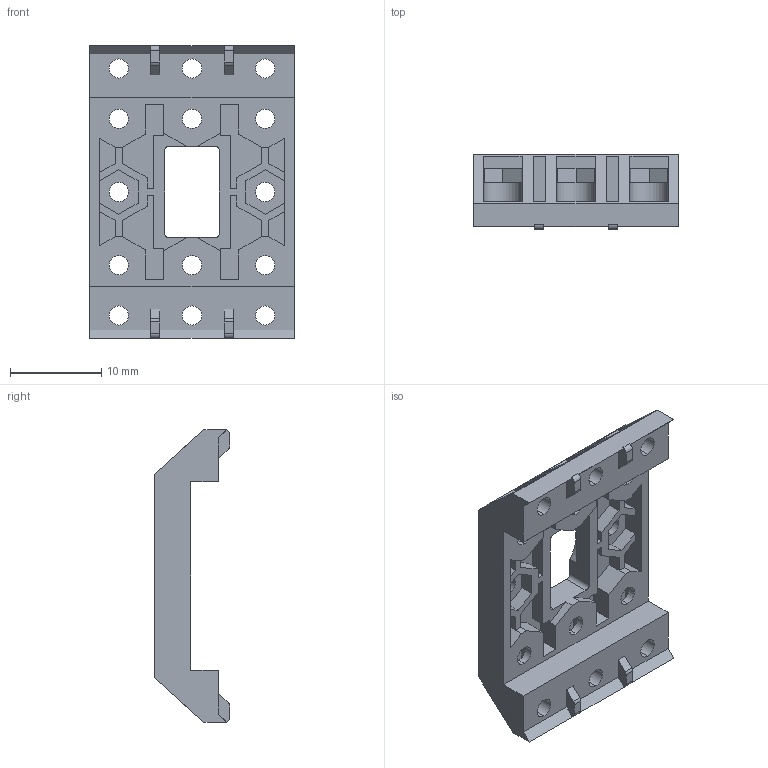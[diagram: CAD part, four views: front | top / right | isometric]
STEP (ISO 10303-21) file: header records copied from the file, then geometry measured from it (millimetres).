
FILE_DESCRIPTION((''),'2;1');
FILE_NAME('F53','2010-04-09T',('JANG WOOK'),(''),'PRO/ENGINEER BY PARAMETRIC TECHNOLOGY CORPORATION, 2009060','PRO/ENGINEER BY PARAMETRIC TECHNOLOGY CORPORATION, 2009060','');
FILE_SCHEMA(('CONFIG_CONTROL_DESIGN'));
Length unit declared in the file: millimetre
Products named in the file (1): F53
Bounding box: 22.4 x 8.2 x 32 mm (x, y, z)
Volume: 1809.2 mm3; surface area: 3090.8 mm2
Topology: 1 solids, 1 shells, 268 faces, 740 edges, 484 vertices
Faces by surface type: plane 208, cylinder 60
Entity records: 8570 total; most frequent: CARTESIAN_POINT 1492, ORIENTED_EDGE 1480, DIRECTION 1404, EDGE_CURVE 740, VECTOR 612, LINE 612, VERTEX_POINT 484, AXIS2_PLACEMENT_3D 396
